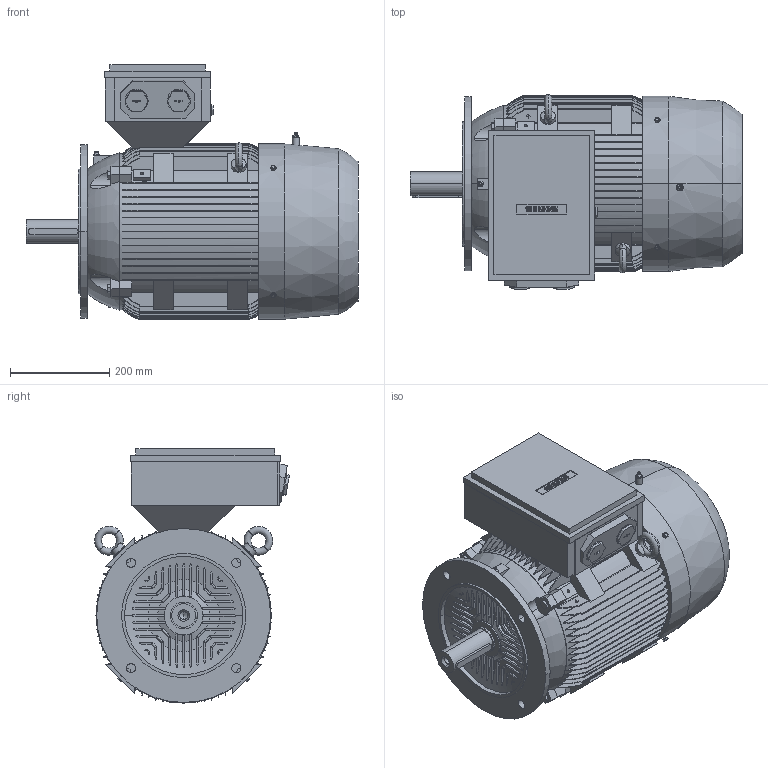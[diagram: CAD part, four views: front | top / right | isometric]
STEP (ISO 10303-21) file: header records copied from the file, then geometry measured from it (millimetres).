
FILE_DESCRIPTION(('STEP AP214'),'1');
FILE_NAME('cctmp_9A4F3BB6-F19A-4AF4-9C4F-7FE7D57E4734_2023_06_26_14_50_53_0217..stp','2023-06-26T12:50:54',('SIEMENS A&D'),('CADClick - www.CADClick.com'),'Spatial InterOp 3D',' ','unknown authorization');
FILE_SCHEMA(('AUTOMOTIVE_DESIGN'));
Length unit declared in the file: millimetre
Products named in the file (1): 2023_06_26_14_50_53_0185
Bounding box: 668 x 391.89 x 513 mm (x, y, z)
Volume: 54828224.3 mm3; surface area: 1838985.4 mm2
Topology: 1 solids, 1 shells, 1358 faces, 3782 edges, 2484 vertices
Faces by surface type: plane 866, cylinder 304, torus 154, cone 34
Entity records: 62884 total; most frequent: CARTESIAN_POINT 17596, ORIENTED_EDGE 7544, DIRECTION 6894, EDGE_CURVE 3772, VERTEX_POINT 2484, AXIS2_PLACEMENT_3D 2408, LINE 2078, VECTOR 2078
